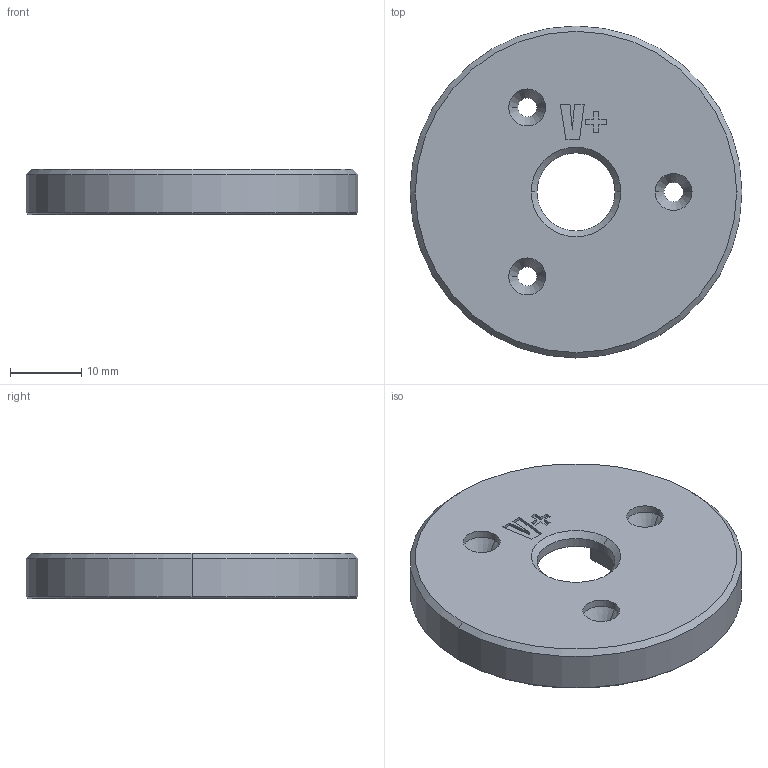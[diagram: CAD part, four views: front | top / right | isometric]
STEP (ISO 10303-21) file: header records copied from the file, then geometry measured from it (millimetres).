
FILE_DESCRIPTION (( 'STEP AP214' ), '1' );
FILE_NAME ('电池架外壳(顶部亚克力).STEP', '2024-07-27T01:40:41', ( '' ), ( '' ), 'SwSTEP 2.0', 'SolidWorks 2021', '' );
FILE_SCHEMA (( 'AUTOMOTIVE_DESIGN' ));
Length unit declared in the file: millimetre
Products named in the file (1): 电池架外壳(顶部亚克力)
Bounding box: 46.7 x 46.7 x 6.4 mm (x, y, z)
Volume: 6685.4 mm3; surface area: 4860.8 mm2
Topology: 1 solids, 1 shells, 137 faces, 370 edges, 240 vertices
Faces by surface type: plane 72, cylinder 49, cone 14, bspline 2
Entity records: 4408 total; most frequent: CARTESIAN_POINT 830, DIRECTION 744, ORIENTED_EDGE 740, EDGE_CURVE 370, LINE 260, VECTOR 260, AXIS2_PLACEMENT_3D 242, VERTEX_POINT 240
